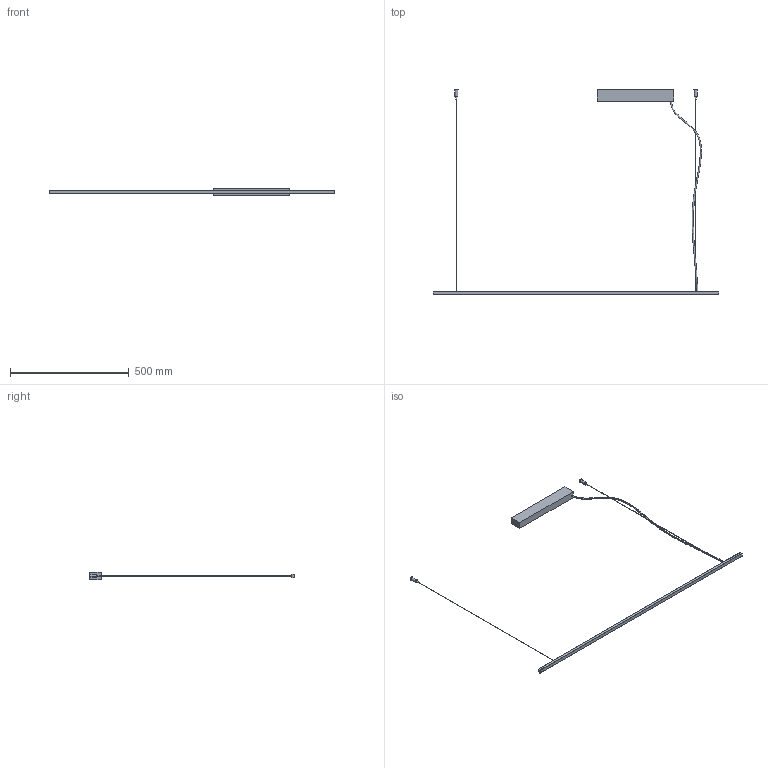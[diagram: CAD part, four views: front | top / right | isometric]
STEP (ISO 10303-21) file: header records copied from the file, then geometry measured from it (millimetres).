
FILE_DESCRIPTION (( 'STEP AP203' ), '1' );
FILE_NAME ('STRAIGHT 3D MODEL.STEP', '2016-10-05T07:16:17', ( 'Utente' ), ( '' ), 'SwSTEP 2.0', 'SolidWorks 2016', '' );
FILE_SCHEMA (( 'CONFIG_CONTROL_DESIGN' ));
Length unit declared in the file: millimetre
Products named in the file (1): STRAIGHT 3D MODEL
Bounding box: 1200 x 862 x 30.03 mm (x, y, z)
Volume: 721800.6 mm3; surface area: 139959.7 mm2
Topology: 1 solids, 1 shells, 54 faces, 138 edges, 92 vertices
Faces by surface type: cylinder 30, plane 22, bspline 2
Entity records: 2503 total; most frequent: CARTESIAN_POINT 1129, ORIENTED_EDGE 276, DIRECTION 256, EDGE_CURVE 138, AXIS2_PLACEMENT_3D 101, VERTEX_POINT 92, EDGE_LOOP 66, VECTOR 54
